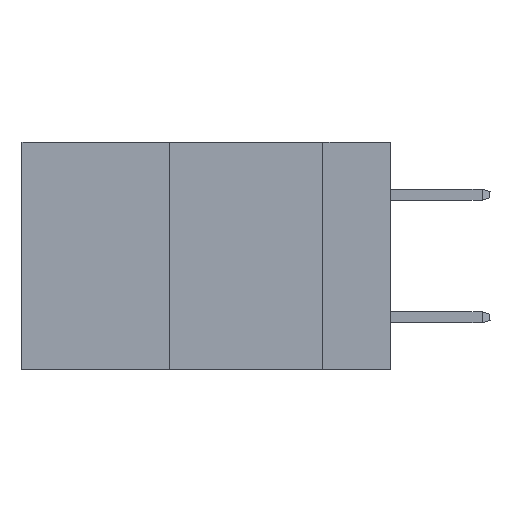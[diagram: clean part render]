
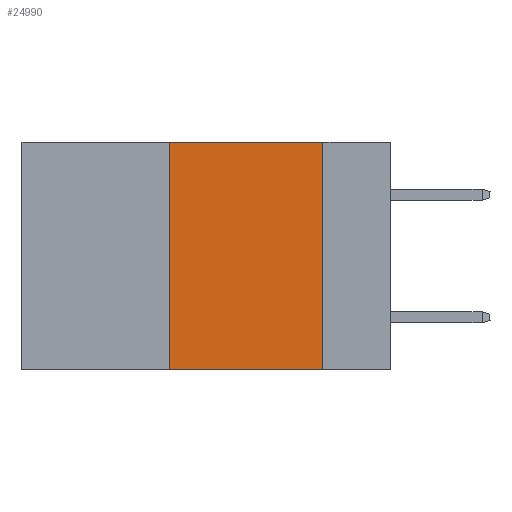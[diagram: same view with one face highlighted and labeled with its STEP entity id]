
A CAD part, left-side view. The second image highlights one B-rep face of the part: STEP entity #24990.
In plain terms, the highlighted planar face has unit normal (-1, 0, 0).
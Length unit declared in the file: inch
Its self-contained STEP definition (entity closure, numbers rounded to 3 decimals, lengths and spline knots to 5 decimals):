
#1552 = CARTESIAN_POINT ( 'NONE',  ( 0., 0.6, -0.37 ) ) ;
#2075 = AXIS2_PLACEMENT_3D ( 'NONE', #35073, #24511, #3179 ) ;
#2805 = CARTESIAN_POINT ( 'NONE',  ( 0., 0.36, -0.37 ) ) ;
#3179 = DIRECTION ( 'NONE',  ( 0., 0., -1. ) ) ;
#3454 = ORIENTED_EDGE ( 'NONE', *, *, #26519, .F. ) ;
#5143 = DIRECTION ( 'NONE',  ( 0., -1., 0. ) ) ;
#5534 = EDGE_CURVE ( 'NONE', #21873, #38080, #13076, .T. ) ;
#8268 = LINE ( 'NONE', #1552, #26055 ) ;
#8797 = CARTESIAN_POINT ( 'NONE',  ( 0., 0.36, 0. ) ) ;
#12592 = VECTOR ( 'NONE', #44661, 39.37008 ) ;
#13067 = CARTESIAN_POINT ( 'NONE',  ( 0., 0.36, 0. ) ) ;
#13076 = LINE ( 'NONE', #23396, #12592 ) ;
#13776 = ORIENTED_EDGE ( 'NONE', *, *, #39125, .T. ) ;
#16083 = DIRECTION ( 'NONE',  ( 0., 0., -1. ) ) ;
#17078 = LINE ( 'NONE', #37348, #27622 ) ;
#18961 = VERTEX_POINT ( 'NONE', #2805 ) ;
#20238 = VECTOR ( 'NONE', #23095, 39.37008 ) ;
#20937 = PLANE ( 'NONE',  #2075 ) ;
#21375 = LINE ( 'NONE', #8797, #20238 ) ;
#21873 = VERTEX_POINT ( 'NONE', #13067 ) ;
#23095 = DIRECTION ( 'NONE',  ( 0., 0., 1. ) ) ;
#23396 = CARTESIAN_POINT ( 'NONE',  ( 0., 0.6, 0. ) ) ;
#24052 = CARTESIAN_POINT ( 'NONE',  ( 0., 0.11, 0. ) ) ;
#24511 = DIRECTION ( 'NONE',  ( 1., 0., 0. ) ) ;
#24990 = ADVANCED_FACE ( 'NONE', ( #35591 ), #20937, .F. ) ;
#26055 = VECTOR ( 'NONE', #5143, 39.37008 ) ;
#26519 = EDGE_CURVE ( 'NONE', #38080, #36798, #17078, .T. ) ;
#26969 = CARTESIAN_POINT ( 'NONE',  ( 0., 0.11, -0.37 ) ) ;
#27622 = VECTOR ( 'NONE', #16083, 39.37008 ) ;
#33097 = EDGE_LOOP ( 'NONE', ( #3454, #42088, #35389, #13776 ) ) ;
#34827 = EDGE_CURVE ( 'NONE', #18961, #21873, #21375, .T. ) ;
#35073 = CARTESIAN_POINT ( 'NONE',  ( 0., 0.6, 0. ) ) ;
#35389 = ORIENTED_EDGE ( 'NONE', *, *, #34827, .F. ) ;
#35591 = FACE_OUTER_BOUND ( 'NONE', #33097, .T. ) ;
#36798 = VERTEX_POINT ( 'NONE', #26969 ) ;
#37348 = CARTESIAN_POINT ( 'NONE',  ( 0., 0.11, 0. ) ) ;
#38080 = VERTEX_POINT ( 'NONE', #24052 ) ;
#39125 = EDGE_CURVE ( 'NONE', #18961, #36798, #8268, .T. ) ;
#42088 = ORIENTED_EDGE ( 'NONE', *, *, #5534, .F. ) ;
#44661 = DIRECTION ( 'NONE',  ( 0., -1., 0. ) ) ;
